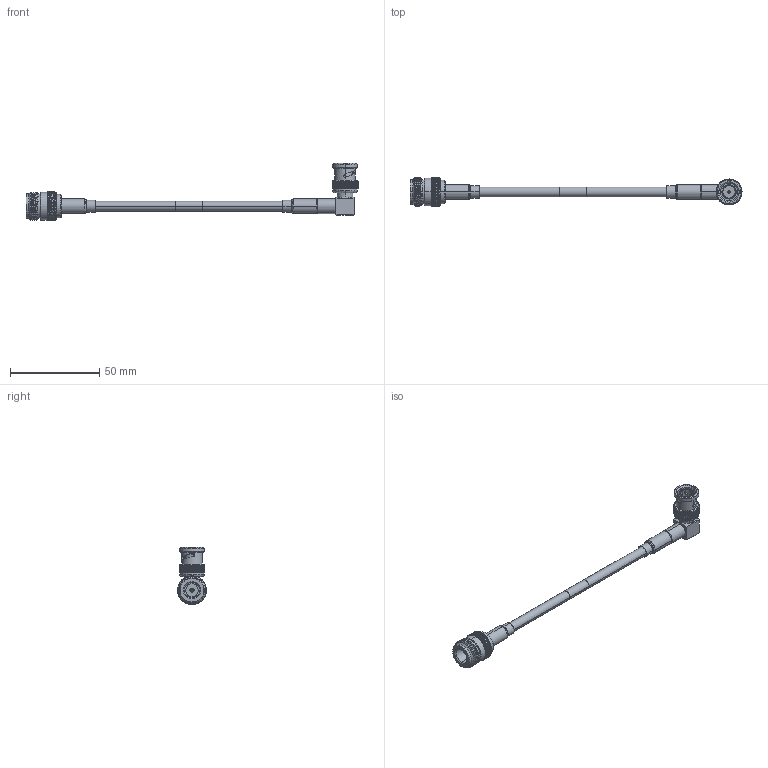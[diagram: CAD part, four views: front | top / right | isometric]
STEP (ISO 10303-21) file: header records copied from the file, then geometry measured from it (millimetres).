
FILE_DESCRIPTION (( 'STEP AP203' ), '1' );
FILE_NAME ('FMCA2695.STEP', '2022-03-09T17:09:42', ( '' ), ( '' ), 'SwSTEP 2.0', 'SolidWorks 2021', '' );
FILE_SCHEMA (( 'CONFIG_CONTROL_DESIGN' ));
Length unit declared in the file: millimetre
Products named in the file (5): FMCN1372; FMCN1760; CA-240-MA1_.75" Long; FMCA2695; RG223_with label
Assembly tree (5 placements, depth 2):
  FMCA2695
    RG223_with label
    FMCN1372
    FMCN1760
    CA-240-MA1_.75" Long  x2
Bounding box: 185.73 x 16.01 x 31.89 mm (x, y, z)
Volume: 9521.5 mm3; surface area: 10512.3 mm2
Topology: 7 solids, 7 shells, 2396 faces, 5320 edges, 2960 vertices
Faces by surface type: bspline 1453, cylinder 579, plane 226, cone 115, torus 23
Entity records: 79617 total; most frequent: CARTESIAN_POINT 42720, ORIENTED_EDGE 10552, EDGE_CURVE 5276, DIRECTION 3851, VERTEX_POINT 2936, EDGE_LOOP 2406, ADVANCED_FACE 2374, FACE_OUTER_BOUND 2374
